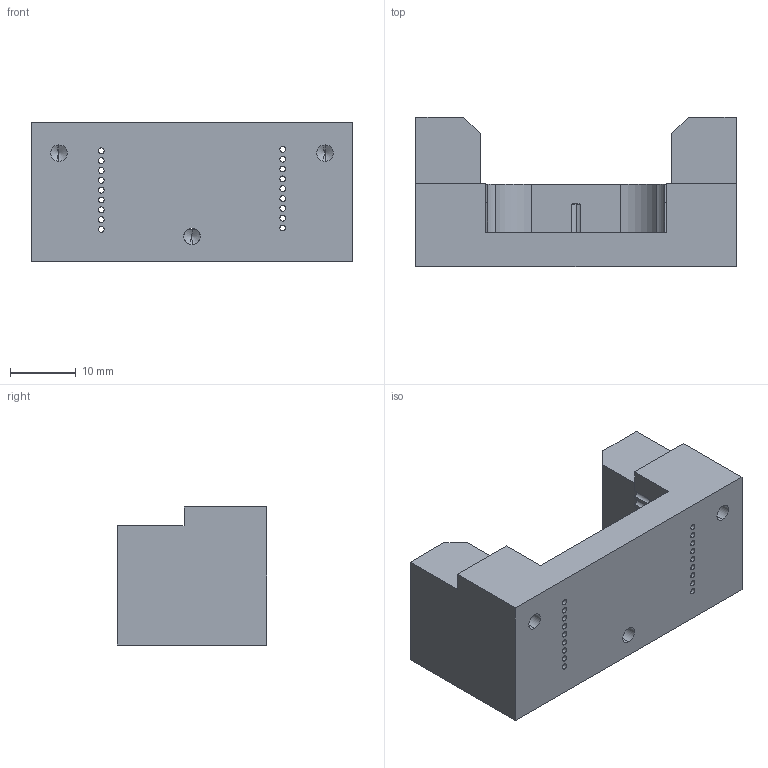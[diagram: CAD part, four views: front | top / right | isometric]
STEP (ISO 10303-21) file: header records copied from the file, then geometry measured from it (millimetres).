
FILE_DESCRIPTION (( 'STEP AP214' ), '1' );
FILE_NAME ('VSF0006-1.STEP', '2017-08-22T19:00:53', ( '' ), ( '' ), 'SwSTEP 2.0', 'SolidWorks 2016', '' );
FILE_SCHEMA (( 'AUTOMOTIVE_DESIGN' ));
Length unit declared in the file: inch
Products named in the file (1): VSF0006-1
Bounding box: 48.91 x 22.76 x 21.07 mm (x, y, z)
Volume: 13079.5 mm3; surface area: 5752.6 mm2
Topology: 1 solids, 1 shells, 141 faces, 401 edges, 244 vertices
Faces by surface type: cylinder 78, cone 36, plane 27
Entity records: 4644 total; most frequent: DIRECTION 832, CARTESIAN_POINT 805, ORIENTED_EDGE 786, EDGE_CURVE 393, AXIS2_PLACEMENT_3D 305, VERTEX_POINT 244, VECTOR 222, LINE 222
